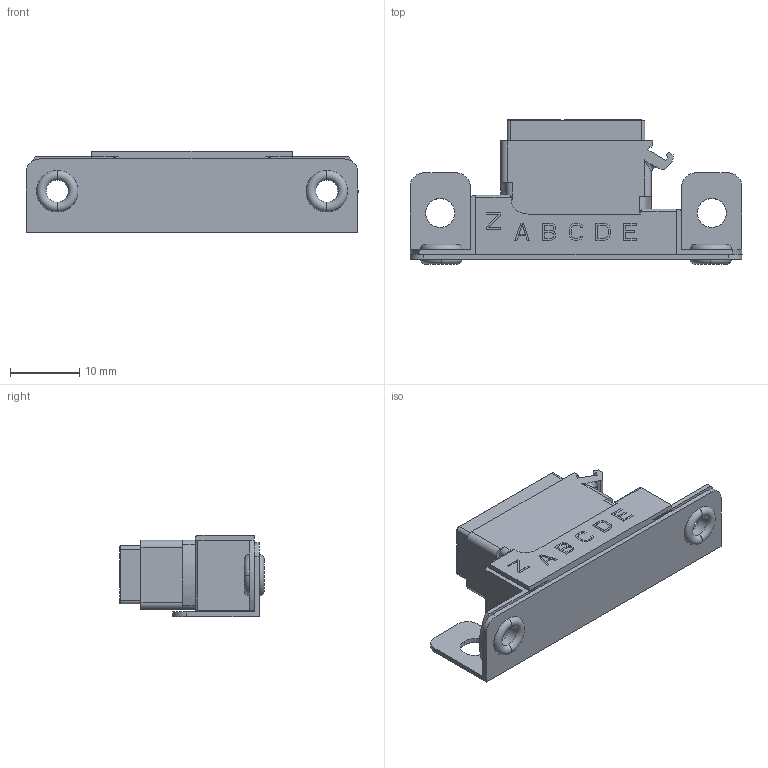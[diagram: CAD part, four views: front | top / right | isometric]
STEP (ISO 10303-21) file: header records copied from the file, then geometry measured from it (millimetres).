
FILE_DESCRIPTION((''),'2;1');
FILE_NAME('00111520902Z','2020-02-10T',('presta_be4'),(''),'CREO PARAMETRIC BY PTC INC, 2018360','CREO PARAMETRIC BY PTC INC, 2018360','');
FILE_SCHEMA(('CONFIG_CONTROL_DESIGN'));
Products named in the file (1): 00111520902Z
Bounding box: 48.02 x 20.86 x 11.76 mm (x, y, z)
Volume: 4090.1 mm3; surface area: 6520 mm2
Topology: 1 solids, 5 shells, 3826 faces, 10164 edges, 6380 vertices
Faces by surface type: plane 1399, cylinder 952, bspline 682, cone 454, torus 339
Entity records: 181234 total; most frequent: CARTESIAN_POINT 92373, ORIENTED_EDGE 20272, DIRECTION 16261, EDGE_CURVE 10136, VERTEX_POINT 6380, AXIS2_PLACEMENT_3D 5737, VECTOR 4787, LINE 4787
